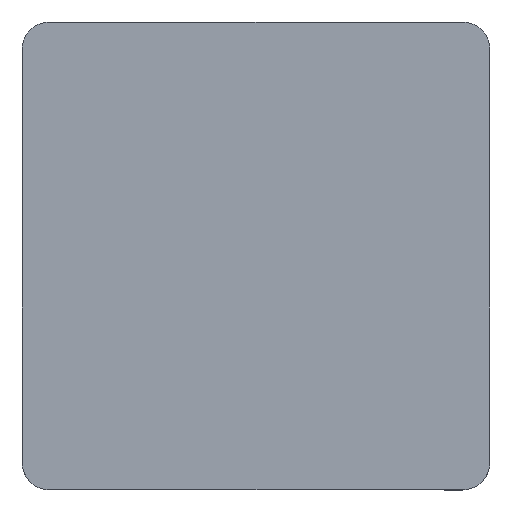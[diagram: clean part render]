
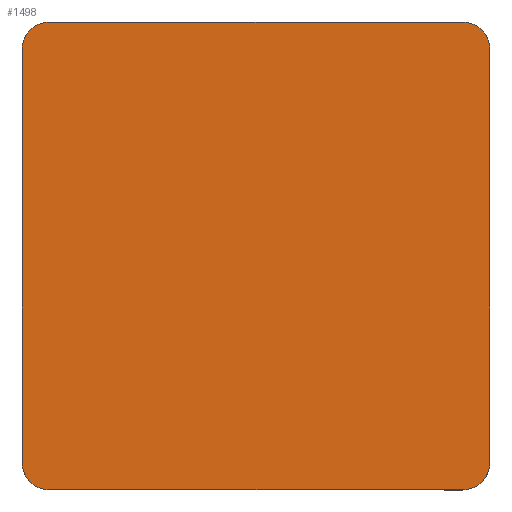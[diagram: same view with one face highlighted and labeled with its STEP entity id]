
A CAD part, top view. The second image highlights one B-rep face of the part: STEP entity #1498.
In plain terms, the highlighted planar face has unit normal (0, 0, 1).
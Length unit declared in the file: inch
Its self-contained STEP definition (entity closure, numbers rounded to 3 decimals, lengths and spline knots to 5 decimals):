
#31 = ORIENTED_EDGE ( 'NONE', *, *, #436, .F. ) ;
#51 = DIRECTION ( 'NONE',  ( 0., 0., -1. ) ) ;
#74 = CARTESIAN_POINT ( 'NONE',  ( 0.30338, -0.44088, 0.27108 ) ) ;
#89 = CARTESIAN_POINT ( 'NONE',  ( 0.34298, -0.44088, 0.27108 ) ) ;
#141 = ORIENTED_EDGE ( 'NONE', *, *, #791, .T. ) ;
#143 = DIRECTION ( 'NONE',  ( -1., 0., 0. ) ) ;
#159 = DIRECTION ( 'NONE',  ( 0., 1., 0. ) ) ;
#189 = VERTEX_POINT ( 'NONE', #441 ) ;
#221 = CARTESIAN_POINT ( 'NONE',  ( -0.33322, -0.44088, 0.27108 ) ) ;
#273 = CARTESIAN_POINT ( 'NONE',  ( 0.30338, 0.15612, 0.27108 ) ) ;
#286 = VECTOR ( 'NONE', #1199, 39.37008 ) ;
#294 = AXIS2_PLACEMENT_3D ( 'NONE', #1384, #431, #616 ) ;
#324 = CARTESIAN_POINT ( 'NONE',  ( -0.29362, 0.19572, 0.27108 ) ) ;
#334 = CARTESIAN_POINT ( 'NONE',  ( 0.30338, 0.19572, 0.27108 ) ) ;
#431 = DIRECTION ( 'NONE',  ( 0., 0., 1. ) ) ;
#436 = EDGE_CURVE ( 'NONE', #651, #1020, #1745, .T. ) ;
#440 = CIRCLE ( 'NONE', #798, 0.0396 ) ;
#441 = CARTESIAN_POINT ( 'NONE',  ( 0.34298, 0.15612, 0.27108 ) ) ;
#451 = ORIENTED_EDGE ( 'NONE', *, *, #1870, .T. ) ;
#485 = VERTEX_POINT ( 'NONE', #1925 ) ;
#507 = EDGE_LOOP ( 'NONE', ( #1435, #1248, #31, #141, #1472, #1673, #578, #451 ) ) ;
#578 = ORIENTED_EDGE ( 'NONE', *, *, #1101, .F. ) ;
#580 = VECTOR ( 'NONE', #1764, 39.37008 ) ;
#585 = CIRCLE ( 'NONE', #2023, 0.0396 ) ;
#593 = CARTESIAN_POINT ( 'NONE',  ( 0.34298, -0.48048, 0.27108 ) ) ;
#595 = EDGE_CURVE ( 'NONE', #1071, #653, #585, .T. ) ;
#616 = DIRECTION ( 'NONE',  ( 0., 1., 0. ) ) ;
#651 = VERTEX_POINT ( 'NONE', #221 ) ;
#653 = VERTEX_POINT ( 'NONE', #89 ) ;
#659 = VECTOR ( 'NONE', #840, 39.37008 ) ;
#666 = CARTESIAN_POINT ( 'NONE',  ( -0.33322, -0.48048, 0.27108 ) ) ;
#753 = LINE ( 'NONE', #2001, #286 ) ;
#755 = CARTESIAN_POINT ( 'NONE',  ( -0.29362, 0.15612, 0.27108 ) ) ;
#791 = EDGE_CURVE ( 'NONE', #651, #485, #1954, .T. ) ;
#798 = AXIS2_PLACEMENT_3D ( 'NONE', #273, #1849, #1893 ) ;
#840 = DIRECTION ( 'NONE',  ( 0., 1., 0. ) ) ;
#859 = EDGE_CURVE ( 'NONE', #2034, #1020, #1912, .T. ) ;
#993 = CARTESIAN_POINT ( 'NONE',  ( 0., 0., 0.27108 ) ) ;
#1020 = VERTEX_POINT ( 'NONE', #1591 ) ;
#1029 = EDGE_CURVE ( 'NONE', #2034, #1455, #1476, .T. ) ;
#1034 = FACE_OUTER_BOUND ( 'NONE', #507, .T. ) ;
#1039 = DIRECTION ( 'NONE',  ( 0., 0., 1. ) ) ;
#1071 = VERTEX_POINT ( 'NONE', #1517 ) ;
#1101 = EDGE_CURVE ( 'NONE', #189, #653, #753, .T. ) ;
#1199 = DIRECTION ( 'NONE',  ( 0., -1., 0. ) ) ;
#1237 = EDGE_CURVE ( 'NONE', #1071, #485, #1607, .T. ) ;
#1248 = ORIENTED_EDGE ( 'NONE', *, *, #859, .T. ) ;
#1291 = CARTESIAN_POINT ( 'NONE',  ( -0.33322, 0.19572, 0.27108 ) ) ;
#1384 = CARTESIAN_POINT ( 'NONE',  ( -0.29362, -0.44088, 0.27108 ) ) ;
#1425 = AXIS2_PLACEMENT_3D ( 'NONE', #755, #1855, #159 ) ;
#1435 = ORIENTED_EDGE ( 'NONE', *, *, #1029, .F. ) ;
#1455 = VERTEX_POINT ( 'NONE', #334 ) ;
#1472 = ORIENTED_EDGE ( 'NONE', *, *, #1237, .F. ) ;
#1476 = LINE ( 'NONE', #1291, #580 ) ;
#1498 = ADVANCED_FACE ( 'NONE', ( #1034 ), #1779, .F. ) ;
#1508 = VECTOR ( 'NONE', #143, 39.37008 ) ;
#1517 = CARTESIAN_POINT ( 'NONE',  ( 0.30338, -0.48048, 0.27108 ) ) ;
#1560 = AXIS2_PLACEMENT_3D ( 'NONE', #993, #51, #1769 ) ;
#1591 = CARTESIAN_POINT ( 'NONE',  ( -0.33322, 0.15612, 0.27108 ) ) ;
#1607 = LINE ( 'NONE', #593, #1508 ) ;
#1644 = DIRECTION ( 'NONE',  ( 0., 1., 0. ) ) ;
#1673 = ORIENTED_EDGE ( 'NONE', *, *, #595, .T. ) ;
#1745 = LINE ( 'NONE', #666, #659 ) ;
#1764 = DIRECTION ( 'NONE',  ( 1., 0., 0. ) ) ;
#1769 = DIRECTION ( 'NONE',  ( 0., 1., 0. ) ) ;
#1779 = PLANE ( 'NONE',  #1560 ) ;
#1849 = DIRECTION ( 'NONE',  ( 0., 0., 1. ) ) ;
#1855 = DIRECTION ( 'NONE',  ( 0., 0., 1. ) ) ;
#1870 = EDGE_CURVE ( 'NONE', #189, #1455, #440, .T. ) ;
#1893 = DIRECTION ( 'NONE',  ( 0., 1., 0. ) ) ;
#1912 = CIRCLE ( 'NONE', #1425, 0.0396 ) ;
#1925 = CARTESIAN_POINT ( 'NONE',  ( -0.29362, -0.48048, 0.27108 ) ) ;
#1954 = CIRCLE ( 'NONE', #294, 0.0396 ) ;
#2001 = CARTESIAN_POINT ( 'NONE',  ( 0.34298, 0.19572, 0.27108 ) ) ;
#2023 = AXIS2_PLACEMENT_3D ( 'NONE', #74, #1039, #1644 ) ;
#2034 = VERTEX_POINT ( 'NONE', #324 ) ;
